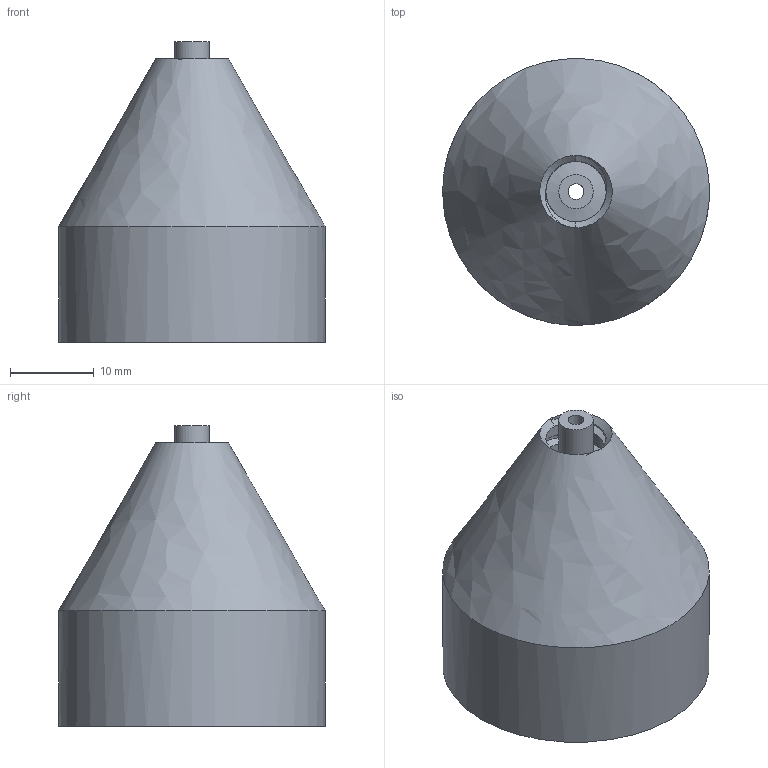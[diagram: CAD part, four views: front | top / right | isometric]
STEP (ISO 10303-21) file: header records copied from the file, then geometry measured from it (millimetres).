
FILE_DESCRIPTION(/* description */ (''),/* implementation_level */ '2;1');
FILE_NAME(/* name */ 'PET_Syringe_Adapter',/* time_stamp */ '2025-11-27T17:37:15+01:00',/* author */ (''),/* organization */ (''),/* preprocessor_version */ 'ST-DEVELOPER v19.2',/* originating_system */ 'Rhino 8.26',/* authorisation */ '');
FILE_SCHEMA (('CONFIG_CONTROL_DESIGN'));
Length unit declared in the file: millimetre
Products named in the file (1): Document
Bounding box: 31.8 x 31.8 x 35.82 mm (x, y, z)
Volume: 8387.2 mm3; surface area: 5781.8 mm2
Topology: 1 solids, 1 shells, 46 faces, 126 edges, 81 vertices
Faces by surface type: bspline 25, cylinder 13, plane 8
Full cylindrical faces by diameter (mm): 1.9 x1, 4.1 x1, 27.8 x4, 31.8 x1
Entity records: 9951 total; most frequent: CARTESIAN_POINT 9052, ORIENTED_EDGE 250, EDGE_CURVE 125, B_SPLINE_CURVE_WITH_KNOTS 81, VERTEX_POINT 81, EDGE_LOOP 48, ADVANCED_FACE 46, FACE_OUTER_BOUND 46
